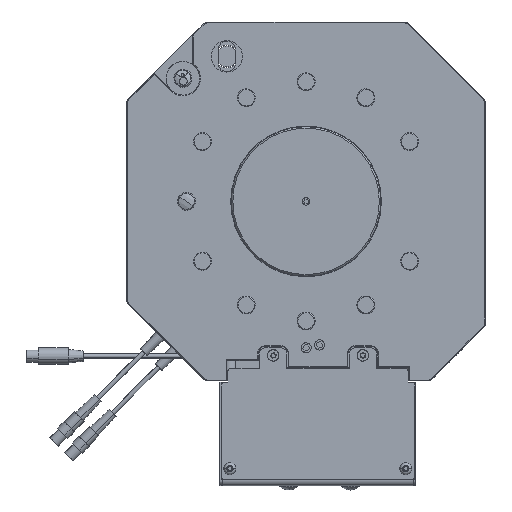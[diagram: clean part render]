
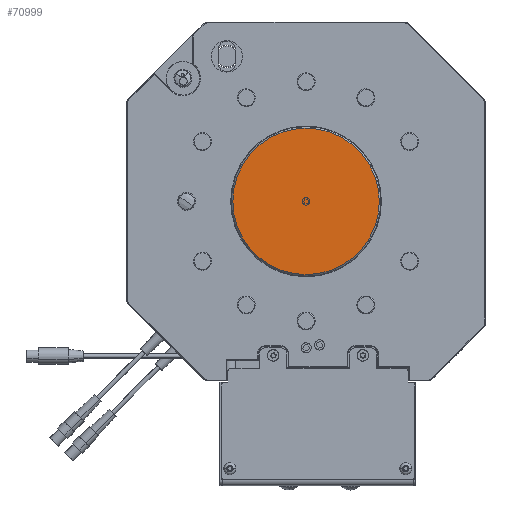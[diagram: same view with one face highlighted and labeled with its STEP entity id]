
A CAD part, top view. The second image highlights one B-rep face of the part: STEP entity #70999.
In plain terms, the highlighted planar face has unit normal (0, 0, 1).
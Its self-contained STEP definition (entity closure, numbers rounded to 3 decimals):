
#3354 = DIRECTION ( 'NONE',  ( 0., 0., 1. ) ) ;
#10766 = EDGE_CURVE ( 'NONE', #67332, #108394, #72162, .T. ) ;
#14650 = AXIS2_PLACEMENT_3D ( 'NONE', #88868, #64837, #21509 ) ;
#15717 = DIRECTION ( 'NONE',  ( 0., 0., -1. ) ) ;
#16271 = ORIENTED_EDGE ( 'NONE', *, *, #58164, .T. ) ;
#20865 = CARTESIAN_POINT ( 'NONE',  ( 0., 0., 5.9 ) ) ;
#21509 = DIRECTION ( 'NONE',  ( -1., 0., 0. ) ) ;
#22376 = CIRCLE ( 'NONE', #85162, 49. ) ;
#24729 = ORIENTED_EDGE ( 'NONE', *, *, #10766, .T. ) ;
#25869 = DIRECTION ( 'NONE',  ( -1., 0., 0. ) ) ;
#29909 = DIRECTION ( 'NONE',  ( -1., 0., 0. ) ) ;
#31881 = AXIS2_PLACEMENT_3D ( 'NONE', #102201, #15717, #25869 ) ;
#58164 = EDGE_CURVE ( 'NONE', #108394, #67332, #22376, .T. ) ;
#64837 = DIRECTION ( 'NONE',  ( 0., 0., 1. ) ) ;
#67332 = VERTEX_POINT ( 'NONE', #75635 ) ;
#68614 = PLANE ( 'NONE',  #31881 ) ;
#70999 = ADVANCED_FACE ( 'NONE', ( #108980 ), #68614, .F. ) ;
#72162 = CIRCLE ( 'NONE', #14650, 49. ) ;
#73666 = CARTESIAN_POINT ( 'NONE',  ( 49., 0., 5.9 ) ) ;
#75635 = CARTESIAN_POINT ( 'NONE',  ( -49., 0., 5.9 ) ) ;
#85162 = AXIS2_PLACEMENT_3D ( 'NONE', #20865, #3354, #29909 ) ;
#88868 = CARTESIAN_POINT ( 'NONE',  ( 0., 0., 5.9 ) ) ;
#91926 = EDGE_LOOP ( 'NONE', ( #24729, #16271 ) ) ;
#102201 = CARTESIAN_POINT ( 'NONE',  ( 81.343, -116., 5.9 ) ) ;
#108394 = VERTEX_POINT ( 'NONE', #73666 ) ;
#108980 = FACE_OUTER_BOUND ( 'NONE', #91926, .T. ) ;
